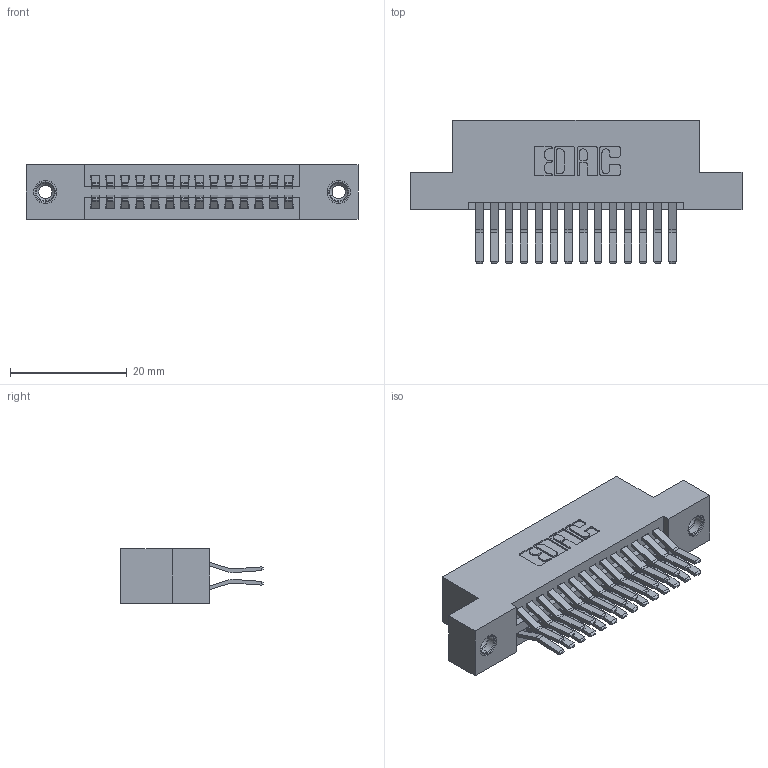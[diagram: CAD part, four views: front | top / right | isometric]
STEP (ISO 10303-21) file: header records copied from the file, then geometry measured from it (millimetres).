
FILE_DESCRIPTION (( 'STEP AP203' ), '1' );
FILE_NAME ('395-028-560-208.STEP', '2018-11-10T16:44:14', ( '' ), ( '' ), 'SwSTEP 2.0', 'SolidWorks 2016', '' );
FILE_SCHEMA (( 'CONFIG_CONTROL_DESIGN' ));
Length unit declared in the file: inch
Products named in the file (4): 345-250-001_345-250-003-102; 345-292-001_560 Tail; 345 Part_Flush Mounting Lugs - 0.156 Dia-TI; 395-028-560-208
Assembly tree (31 placements, depth 2):
  395-028-560-208
    345 Part_Flush Mounting Lugs - 0.156 Dia-TI
    345-292-001_560 Tail  x28
    345-250-001_345-250-003-102  x2
Bounding box: 56.77 x 24.45 x 9.4 mm (x, y, z)
Volume: 5431.7 mm3; surface area: 7972.1 mm2
Topology: 31 solids, 31 shells, 1642 faces, 4817 edges, 3166 vertices
Faces by surface type: plane 1036, cylinder 590, cone 12, torus 4
Entity records: 16028 total; most frequent: CARTESIAN_POINT 2695, ORIENTED_EDGE 2622, DIRECTION 2441, EDGE_CURVE 1311, LINE 1099, VECTOR 1099, VERTEX_POINT 868, AXIS2_PLACEMENT_3D 671
